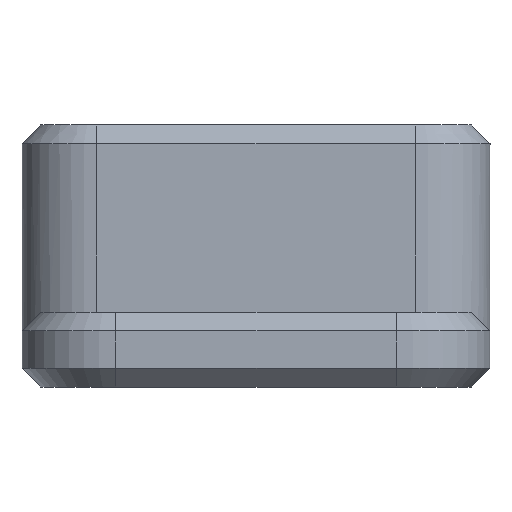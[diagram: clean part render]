
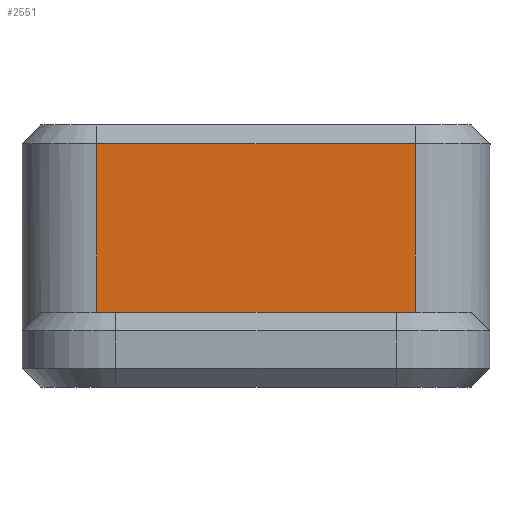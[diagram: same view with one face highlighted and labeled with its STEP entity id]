
A CAD part, left-side view. The second image highlights one B-rep face of the part: STEP entity #2551.
In plain terms, the highlighted planar face has unit normal (-1, 0, 0).
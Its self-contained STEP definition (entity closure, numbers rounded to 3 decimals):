
#354=FACE_OUTER_BOUND('',#504,.T.);
#504=EDGE_LOOP('',(#1851,#1852,#1853,#1854));
#680=LINE('',#3419,#882);
#688=LINE('',#3446,#890);
#689=LINE('',#3450,#891);
#690=LINE('',#3451,#892);
#882=VECTOR('',#2980,10.);
#890=VECTOR('',#3012,10.);
#891=VECTOR('',#3017,10.);
#892=VECTOR('',#3018,10.);
#1080=VERTEX_POINT('',#3409);
#1082=VERTEX_POINT('',#3415);
#1090=VERTEX_POINT('',#3445);
#1091=VERTEX_POINT('',#3449);
#1370=EDGE_CURVE('',#1080,#1082,#680,.T.);
#1384=EDGE_CURVE('',#1090,#1082,#688,.T.);
#1386=EDGE_CURVE('',#1091,#1080,#689,.T.);
#1387=EDGE_CURVE('',#1090,#1091,#690,.T.);
#1851=ORIENTED_EDGE('',*,*,#1370,.F.);
#1852=ORIENTED_EDGE('',*,*,#1386,.F.);
#1853=ORIENTED_EDGE('',*,*,#1387,.F.);
#1854=ORIENTED_EDGE('',*,*,#1384,.T.);
#2483=PLANE('',#2748);
#2551=ADVANCED_FACE('',(#354),#2483,.T.);
#2748=AXIS2_PLACEMENT_3D('',#3448,#3015,#3016);
#2980=DIRECTION('',(0.,-1.,0.));
#3012=DIRECTION('',(0.,0.,1.));
#3015=DIRECTION('center_axis',(-1.,0.,0.));
#3016=DIRECTION('ref_axis',(0.,-1.,0.));
#3017=DIRECTION('',(0.,0.,1.));
#3018=DIRECTION('',(0.,1.,0.));
#3409=CARTESIAN_POINT('',(203.258,-75.616,11.5));
#3415=CARTESIAN_POINT('',(203.258,-84.116,11.5));
#3419=CARTESIAN_POINT('',(203.258,-77.741,11.5));
#3445=CARTESIAN_POINT('',(203.258,-84.116,7.));
#3446=CARTESIAN_POINT('',(203.258,-84.116,5.));
#3448=CARTESIAN_POINT('Origin',(203.258,-75.616,5.));
#3449=CARTESIAN_POINT('',(203.258,-75.616,7.));
#3450=CARTESIAN_POINT('',(203.258,-75.616,5.));
#3451=CARTESIAN_POINT('',(203.258,-77.741,7.));
